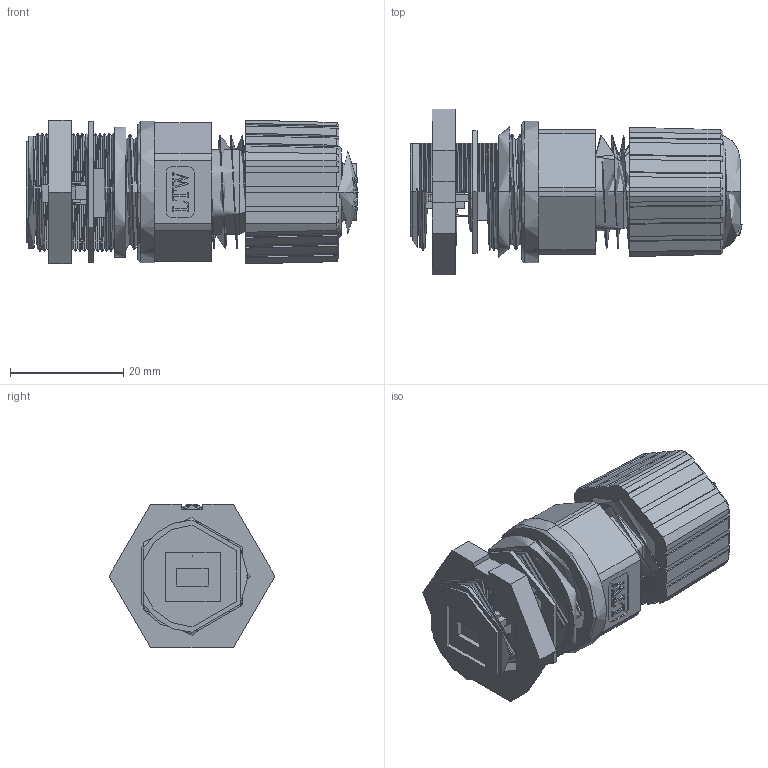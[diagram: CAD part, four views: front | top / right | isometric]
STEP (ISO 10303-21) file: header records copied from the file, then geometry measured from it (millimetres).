
FILE_DESCRIPTION (( 'STEP AP214' ), '1' );
FILE_NAME ('WPUSBCN-B-2.0.STEP', '2012-11-15T19:57:40', ( 'x' ), ( '' ), 'SwSTEP 2.0', 'SolidWorks 2012', '' );
FILE_SCHEMA (( 'AUTOMOTIVE_DESIGN' ));
Length unit declared in the file: inch
Products named in the file (5): WPUSBCN-MA3; WPUSBCN-MA4; WPUSBCN-B-2.0-MA2; WPUSBCN-B-2.0-MA1; WPUSBCN-B-2.0
Assembly tree (4 placements, depth 2):
  WPUSBCN-B-2.0
    WPUSBCN-B-2.0-MA1
    WPUSBCN-B-2.0-MA2
    WPUSBCN-MA4
    WPUSBCN-MA3
Bounding box: 58.71 x 29.33 x 25.43 mm (x, y, z)
Volume: 4078.3 mm3
Topology: 3 solids, 7 shells, 948 faces, 2781 edges, 1860 vertices
Faces by surface type: plane 363, bspline 334, cylinder 237, cone 14
Full cylindrical faces by diameter (mm): 18.3 x1
Entity records: 69158 total; most frequent: CARTESIAN_POINT 42204, ORIENTED_EDGE 5562, DIRECTION 2988, EDGE_CURVE 2785, VERTEX_POINT 1860, LINE 1402, VECTOR 1402, B_SPLINE_CURVE_WITH_KNOTS 1168
